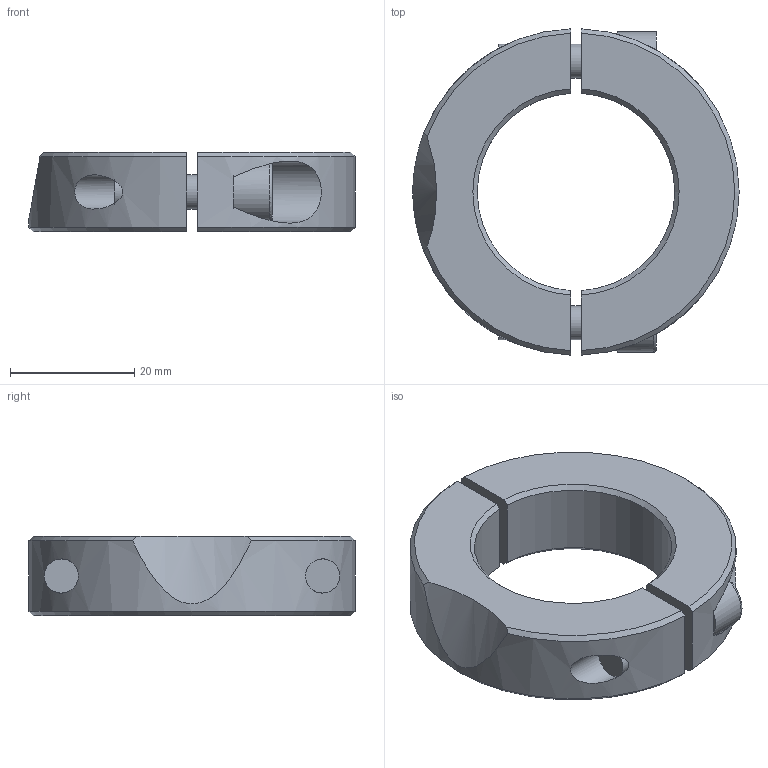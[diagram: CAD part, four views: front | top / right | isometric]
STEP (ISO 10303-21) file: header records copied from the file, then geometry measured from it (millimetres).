
FILE_DESCRIPTION(/* description */ ('STEP AP214'),/* implementation_level */ '2;1');
FILE_NAME(/* name */ '683c511f4258294a187f3db7',/* time_stamp */ '2025-06-01T13:09:52Z',/* author */ (''),/* organization */ (''),/* preprocessor_version */ 'ST-DEVELOPER v20',/* originating_system */ 'ONSHAPE BY PTC INC, 1.198',/* authorisation */ ' ');
FILE_SCHEMA (('AUTOMOTIVE_DESIGN {1 0 10303 214 3 1 1}'));
Length unit declared in the file: metre
Products named in the file (1): Inch_and_Quarter_04
Bounding box: 52.45 x 52.42 x 12.7 mm (x, y, z)
Volume: 15998.9 mm3; surface area: 7104.5 mm2
Topology: 1 solids, 1 shells, 61 faces, 146 edges, 95 vertices
Faces by surface type: plane 32, cylinder 15, cone 13, torus 1
Full cylindrical faces by diameter (mm): 5.5 x2, 9.5 x2
Entity records: 1841 total; most frequent: CARTESIAN_POINT 458, ORIENTED_EDGE 274, DIRECTION 270, EDGE_CURVE 137, AXIS2_PLACEMENT_3D 104, VERTEX_POINT 91, EDGE_LOOP 76, FACE_BOUND 76
